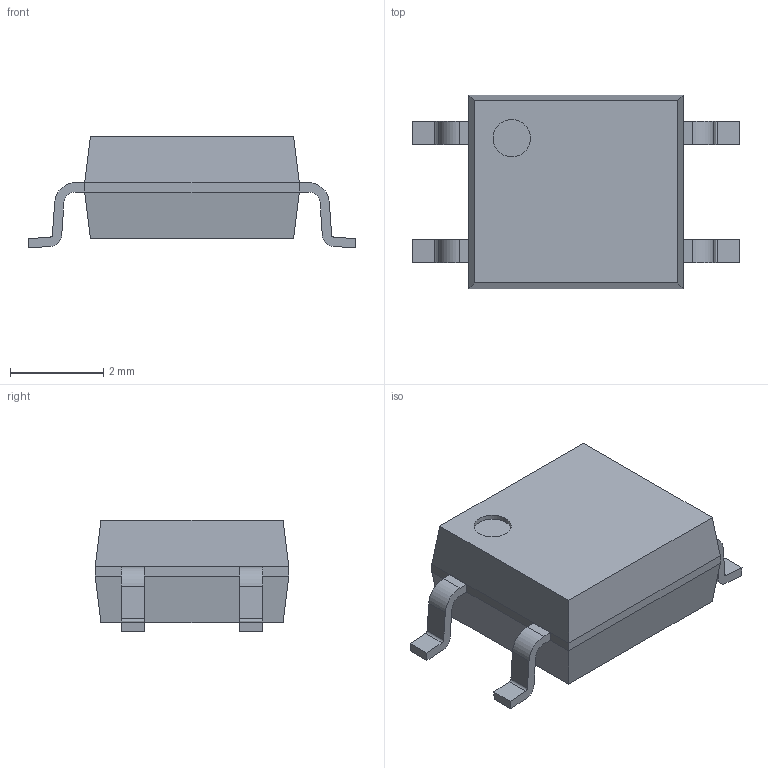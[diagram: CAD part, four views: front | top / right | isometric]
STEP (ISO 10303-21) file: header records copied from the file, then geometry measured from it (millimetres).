
FILE_DESCRIPTION((''),'2;1');
FILE_NAME('FAIRCHILD_MFP 4L.stp','2013-08-13T14:31:32',(''),(''),'Mechanical Desktop 2011','Mechanical Desktop 2011',', , ');
FILE_SCHEMA(('AUTOMOTIVE_DESIGN { 1 2 10303 214 1 1 1 1 }'));
Length unit declared in the file: millimetre
Products named in the file (1): Product
Bounding box: 7.03 x 4.15 x 2.4 mm (x, y, z)
Volume: 40.7 mm3; surface area: 84.7 mm2
Topology: 5 solids, 5 shells, 73 faces, 178 edges, 116 vertices
Faces by surface type: bspline 34, plane 29, cylinder 10
Entity records: 2276 total; most frequent: CARTESIAN_POINT 582, ORIENTED_EDGE 356, DIRECTION 294, EDGE_CURVE 178, VECTOR 142, LINE 142, VERTEX_POINT 116, AXIS2_PLACEMENT_3D 76
